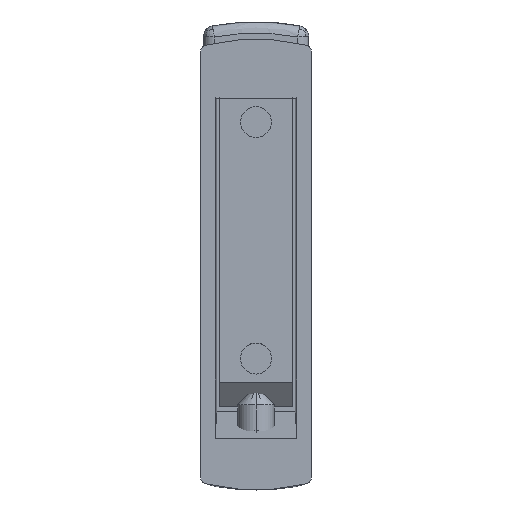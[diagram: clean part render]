
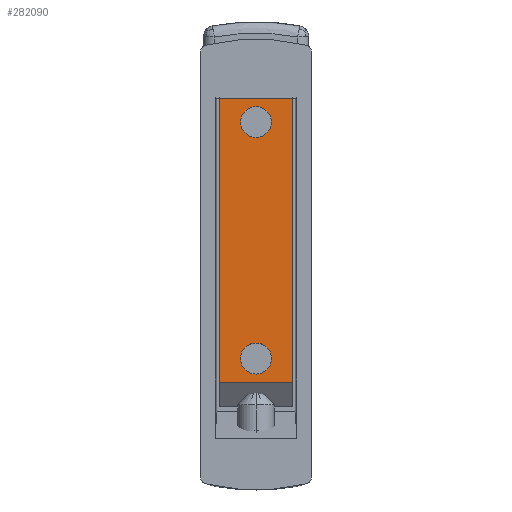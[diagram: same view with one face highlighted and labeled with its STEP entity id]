
A CAD part, top view. The second image highlights one B-rep face of the part: STEP entity #282090.
In plain terms, the highlighted planar face has unit normal (0, 0, 1).
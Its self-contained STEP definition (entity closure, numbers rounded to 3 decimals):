
#280250=CARTESIAN_POINT('',(229.497,200.086,
-43.268));
#280260=VERTEX_POINT('',#280250);
#280730=CARTESIAN_POINT('',(229.497,238.534,
-43.268));
#280740=VERTEX_POINT('',#280730);
#280770=CARTESIAN_POINT('',(229.497,237.534,
-43.268));
#280780=DIRECTION('',(0.,-1.,0.));
#280790=VECTOR('',#280780,1.);
#280800=LINE('',#280770,#280790);
#280810=EDGE_CURVE('',#280740,#280260,#280800,.T.);
#281130=CARTESIAN_POINT('',(239.497,200.086,
-43.268));
#281140=VERTEX_POINT('',#281130);
#281170=CARTESIAN_POINT('',(239.497,237.534,
-43.268));
#281180=DIRECTION('',(0.,-1.,0.));
#281190=VECTOR('',#281180,1.);
#281200=LINE('',#281170,#281190);
#281210=CARTESIAN_POINT('',(239.497,238.534,
-43.268));
#281220=VERTEX_POINT('',#281210);
#281230=EDGE_CURVE('',#281220,#281140,#281200,.T.);
#281580=CARTESIAN_POINT('',(229.497,218.81,
-43.268));
#281590=DIRECTION('',(0.,0.,1.));
#281600=DIRECTION('',(0.,1.,0.));
#281610=AXIS2_PLACEMENT_3D('',#281580,#281590,#281600);
#281620=PLANE('',#281610);
#281630=CARTESIAN_POINT('',(234.497,203.31,
-43.268));
#281640=DIRECTION('',(0.,0.,-1.));
#281650=DIRECTION('',(-1.,0.,0.));
#281660=AXIS2_PLACEMENT_3D('',#281630,#281640,#281650);
#281670=CIRCLE('',#281660,2.1);
#281680=CARTESIAN_POINT('',(232.397,203.31,
-43.268));
#281690=VERTEX_POINT('',#281680);
#281700=CARTESIAN_POINT('',(236.597,203.31,
-43.268));
#281710=VERTEX_POINT('',#281700);
#281720=EDGE_CURVE('',#281690,#281710,#281670,.T.);
#281730=ORIENTED_EDGE('',*,*,#281720,.T.);
#281740=EDGE_CURVE('',#281710,#281690,#281670,.T.);
#281750=ORIENTED_EDGE('',*,*,#281740,.T.);
#281760=EDGE_LOOP('',(#281750,#281730));
#281770=FACE_BOUND('',#281760,.T.);
#281780=CARTESIAN_POINT('',(234.497,235.31,
-43.268));
#281790=DIRECTION('',(0.,0.,-1.));
#281800=DIRECTION('',(-1.,0.,0.));
#281810=AXIS2_PLACEMENT_3D('',#281780,#281790,#281800);
#281820=CIRCLE('',#281810,2.1);
#281830=CARTESIAN_POINT('',(232.397,235.31,
-43.268));
#281840=VERTEX_POINT('',#281830);
#281850=CARTESIAN_POINT('',(236.597,235.31,
-43.268));
#281860=VERTEX_POINT('',#281850);
#281870=EDGE_CURVE('',#281840,#281860,#281820,.T.);
#281880=ORIENTED_EDGE('',*,*,#281870,.T.);
#281890=EDGE_CURVE('',#281860,#281840,#281820,.T.);
#281900=ORIENTED_EDGE('',*,*,#281890,.T.);
#281910=EDGE_LOOP('',(#281900,#281880));
#281920=FACE_BOUND('',#281910,.T.);
#281930=CARTESIAN_POINT('',(229.497,238.534,
-43.268));
#281940=DIRECTION('',(1.,0.,0.));
#281950=VECTOR('',#281940,1.);
#281960=LINE('',#281930,#281950);
#281970=EDGE_CURVE('',#280740,#281220,#281960,.T.);
#281980=ORIENTED_EDGE('',*,*,#281970,.F.);
#281990=ORIENTED_EDGE('',*,*,#281230,.F.);
#282000=CARTESIAN_POINT('',(229.497,200.086,
-43.268));
#282010=DIRECTION('',(1.,0.,0.));
#282020=VECTOR('',#282010,1.);
#282030=LINE('',#282000,#282020);
#282040=EDGE_CURVE('',#280260,#281140,#282030,.T.);
#282050=ORIENTED_EDGE('',*,*,#282040,.T.);
#282060=ORIENTED_EDGE('',*,*,#280810,.T.);
#282070=EDGE_LOOP('',(#282060,#282050,#281990,#281980));
#282080=FACE_OUTER_BOUND('',#282070,.T.);
#282090=ADVANCED_FACE('',(#281770,#281920,#282080),#281620,.T.);
